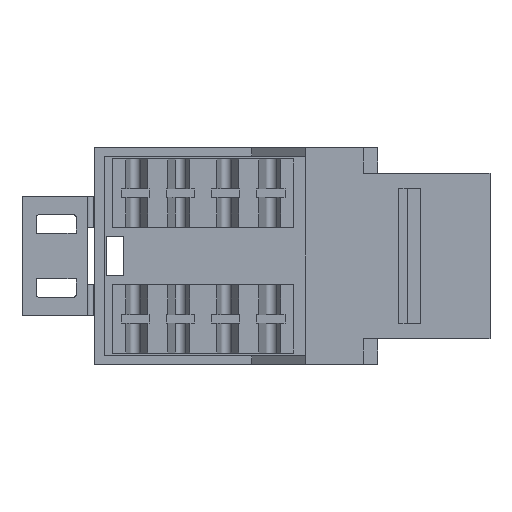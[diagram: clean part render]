
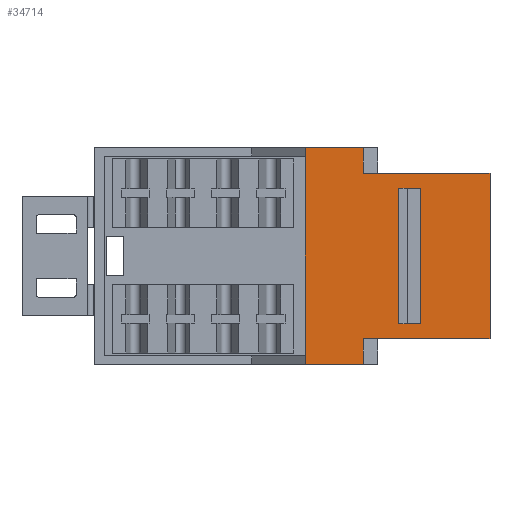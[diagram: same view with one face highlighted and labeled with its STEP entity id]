
A CAD part, front view. The second image highlights one B-rep face of the part: STEP entity #34714.
In plain terms, the highlighted planar face has unit normal (0, -1, 0).
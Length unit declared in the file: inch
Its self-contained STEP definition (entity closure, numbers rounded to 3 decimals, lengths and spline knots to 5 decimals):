
#250 = DIRECTION ( 'NONE',  ( 1., 0., 0. ) ) ;
#266 = CARTESIAN_POINT ( 'NONE',  ( -0.647, -0.3195, 0.38 ) ) ;
#430 = DIRECTION ( 'NONE',  ( 0., 0., -1. ) ) ;
#517 = CARTESIAN_POINT ( 'NONE',  ( -0.647, -0.3195, -0.2895 ) ) ;
#544 = CARTESIAN_POINT ( 'NONE',  ( -0.647, -0.3195, 0.2895 ) ) ;
#623 = DIRECTION ( 'NONE',  ( 1., 0., 0. ) ) ;
#753 = DIRECTION ( 'NONE',  ( 1., 0., 0. ) ) ;
#867 = CARTESIAN_POINT ( 'NONE',  ( -0.647, -0.3195, 0.2895 ) ) ;
#1846 = EDGE_CURVE ( 'NONE', #10163, #29886, #24438, .T. ) ;
#1870 = EDGE_CURVE ( 'NONE', #2597, #10360, #21614, .T. ) ;
#1889 = EDGE_CURVE ( 'NONE', #2597, #10355, #21652, .T. ) ;
#1892 = EDGE_CURVE ( 'NONE', #10027, #9989, #21654, .T. ) ;
#1996 = EDGE_CURVE ( 'NONE', #10114, #10068, #21864, .T. ) ;
#1998 = EDGE_CURVE ( 'NONE', #10114, #10077, #21870, .T. ) ;
#2000 = EDGE_CURVE ( 'NONE', #10077, #10076, #21874, .T. ) ;
#2002 = EDGE_CURVE ( 'NONE', #10068, #10076, #21872, .T. ) ;
#2004 = EDGE_CURVE ( 'NONE', #29886, #9989, #21882, .T. ) ;
#2006 = EDGE_CURVE ( 'NONE', #10360, #10163, #21886, .T. ) ;
#2008 = EDGE_CURVE ( 'NONE', #10355, #10112, #21880, .T. ) ;
#2010 = EDGE_CURVE ( 'NONE', #10112, #10027, #21894, .T. ) ;
#2597 = VERTEX_POINT ( 'NONE', #5787 ) ;
#5787 = CARTESIAN_POINT ( 'NONE',  ( -0.647, -0.3195, 0.38 ) ) ;
#9218 = ORIENTED_EDGE ( 'NONE', *, *, #2010, .T. ) ;
#9220 = ORIENTED_EDGE ( 'NONE', *, *, #1892, .T. ) ;
#9449 = ORIENTED_EDGE ( 'NONE', *, *, #1996, .F. ) ;
#9454 = ORIENTED_EDGE ( 'NONE', *, *, #2006, .F. ) ;
#9457 = ORIENTED_EDGE ( 'NONE', *, *, #1998, .T. ) ;
#9459 = ORIENTED_EDGE ( 'NONE', *, *, #2004, .F. ) ;
#9465 = ORIENTED_EDGE ( 'NONE', *, *, #2002, .F. ) ;
#9538 = ORIENTED_EDGE ( 'NONE', *, *, #2000, .T. ) ;
#9541 = ORIENTED_EDGE ( 'NONE', *, *, #1870, .F. ) ;
#9639 = ORIENTED_EDGE ( 'NONE', *, *, #1846, .F. ) ;
#9647 = ORIENTED_EDGE ( 'NONE', *, *, #1889, .T. ) ;
#9989 = VERTEX_POINT ( 'NONE', #28318 ) ;
#10027 = VERTEX_POINT ( 'NONE', #28355 ) ;
#10068 = VERTEX_POINT ( 'NONE', #28396 ) ;
#10076 = VERTEX_POINT ( 'NONE', #28407 ) ;
#10077 = VERTEX_POINT ( 'NONE', #28410 ) ;
#10112 = VERTEX_POINT ( 'NONE', #28444 ) ;
#10114 = VERTEX_POINT ( 'NONE', #28448 ) ;
#10163 = VERTEX_POINT ( 'NONE', #28494 ) ;
#10355 = VERTEX_POINT ( 'NONE', #28635 ) ;
#10360 = VERTEX_POINT ( 'NONE', #28623 ) ;
#14772 = DIRECTION ( 'NONE',  ( 0., -1., 0. ) ) ;
#14775 = CARTESIAN_POINT ( 'NONE',  ( -0.647, -0.3195, 0.2895 ) ) ;
#14776 = PLANE ( 'NONE',  #23119 ) ;
#14778 = DIRECTION ( 'NONE',  ( 0., 0., -1. ) ) ;
#20843 = EDGE_LOOP ( 'NONE', ( #9449, #9457, #9538, #9465 ) ) ;
#21614 = LINE ( 'NONE', #266, #21617 ) ;
#21617 = VECTOR ( 'NONE', #250, 39.37008 ) ;
#21652 = LINE ( 'NONE', #867, #21655 ) ;
#21654 = LINE ( 'NONE', #517, #21661 ) ;
#21655 = VECTOR ( 'NONE', #430, 39.37008 ) ;
#21661 = VECTOR ( 'NONE', #753, 39.37008 ) ;
#21864 = LINE ( 'NONE', #24816, #21869 ) ;
#21869 = VECTOR ( 'NONE', #24842, 39.37008 ) ;
#21870 = LINE ( 'NONE', #24864, #21873 ) ;
#21872 = LINE ( 'NONE', #24848, #21881 ) ;
#21873 = VECTOR ( 'NONE', #24872, 39.37008 ) ;
#21874 = LINE ( 'NONE', #24886, #21877 ) ;
#21877 = VECTOR ( 'NONE', #24893, 39.37008 ) ;
#21880 = LINE ( 'NONE', #24901, #21893 ) ;
#21881 = VECTOR ( 'NONE', #24908, 39.37008 ) ;
#21882 = LINE ( 'NONE', #24927, #21885 ) ;
#21885 = VECTOR ( 'NONE', #24935, 39.37008 ) ;
#21886 = LINE ( 'NONE', #24944, #21889 ) ;
#21889 = VECTOR ( 'NONE', #24947, 39.37008 ) ;
#21893 = VECTOR ( 'NONE', #24956, 39.37008 ) ;
#21894 = LINE ( 'NONE', #24974, #21897 ) ;
#21897 = VECTOR ( 'NONE', #24983, 39.37008 ) ;
#23119 = AXIS2_PLACEMENT_3D ( 'NONE', #14775, #14772, #14778 ) ;
#23287 = ORIENTED_EDGE ( 'NONE', *, *, #2008, .T. ) ;
#24438 = LINE ( 'NONE', #544, #24443 ) ;
#24443 = VECTOR ( 'NONE', #623, 39.37008 ) ;
#24816 = CARTESIAN_POINT ( 'NONE',  ( -0.32, -0.3195, 0.2375 ) ) ;
#24842 = DIRECTION ( 'NONE',  ( -1., 0., 0. ) ) ;
#24848 = CARTESIAN_POINT ( 'NONE',  ( -0.32, -0.3195, 0.2375 ) ) ;
#24864 = CARTESIAN_POINT ( 'NONE',  ( -0.242, -0.3195, 0.2375 ) ) ;
#24872 = DIRECTION ( 'NONE',  ( 0., 0., -1. ) ) ;
#24886 = CARTESIAN_POINT ( 'NONE',  ( -0.32, -0.3195, -0.2375 ) ) ;
#24893 = DIRECTION ( 'NONE',  ( -1., 0., 0. ) ) ;
#24901 = CARTESIAN_POINT ( 'NONE',  ( -0.647, -0.3195, -0.38 ) ) ;
#24908 = DIRECTION ( 'NONE',  ( 0., 0., -1. ) ) ;
#24927 = CARTESIAN_POINT ( 'NONE',  ( 0., -0.3195, 0.2895 ) ) ;
#24935 = DIRECTION ( 'NONE',  ( 0., 0., -1. ) ) ;
#24944 = CARTESIAN_POINT ( 'NONE',  ( -0.444, -0.3195, 0.38 ) ) ;
#24947 = DIRECTION ( 'NONE',  ( 0., 0., -1. ) ) ;
#24956 = DIRECTION ( 'NONE',  ( 1., 0., 0. ) ) ;
#24974 = CARTESIAN_POINT ( 'NONE',  ( -0.444, -0.3195, -0.38 ) ) ;
#24983 = DIRECTION ( 'NONE',  ( 0., 0., 1. ) ) ;
#25256 = CARTESIAN_POINT ( 'NONE',  ( 0., -0.3195, 0.2895 ) ) ;
#28268 = EDGE_LOOP ( 'NONE', ( #9459, #9639, #9454, #9541, #9647, #23287, #9218, #9220 ) ) ;
#28318 = CARTESIAN_POINT ( 'NONE',  ( 0., -0.3195, -0.2895 ) ) ;
#28355 = CARTESIAN_POINT ( 'NONE',  ( -0.444, -0.3195, -0.2895 ) ) ;
#28396 = CARTESIAN_POINT ( 'NONE',  ( -0.32, -0.3195, 0.2375 ) ) ;
#28407 = CARTESIAN_POINT ( 'NONE',  ( -0.32, -0.3195, -0.2375 ) ) ;
#28410 = CARTESIAN_POINT ( 'NONE',  ( -0.242, -0.3195, -0.2375 ) ) ;
#28444 = CARTESIAN_POINT ( 'NONE',  ( -0.444, -0.3195, -0.38 ) ) ;
#28448 = CARTESIAN_POINT ( 'NONE',  ( -0.242, -0.3195, 0.2375 ) ) ;
#28494 = CARTESIAN_POINT ( 'NONE',  ( -0.444, -0.3195, 0.2895 ) ) ;
#28623 = CARTESIAN_POINT ( 'NONE',  ( -0.444, -0.3195, 0.38 ) ) ;
#28635 = CARTESIAN_POINT ( 'NONE',  ( -0.647, -0.3195, -0.38 ) ) ;
#29886 = VERTEX_POINT ( 'NONE', #25256 ) ;
#32928 = FACE_OUTER_BOUND ( 'NONE', #28268, .T. ) ;
#32930 = FACE_BOUND ( 'NONE', #20843, .T. ) ;
#34714 = ADVANCED_FACE ( 'NONE', ( #32930, #32928 ), #14776, .T. ) ;
